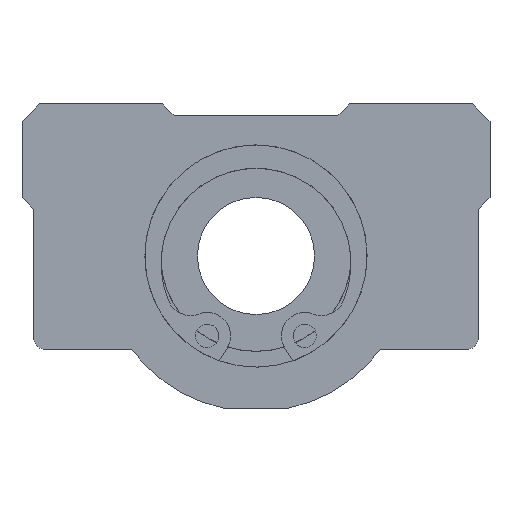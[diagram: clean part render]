
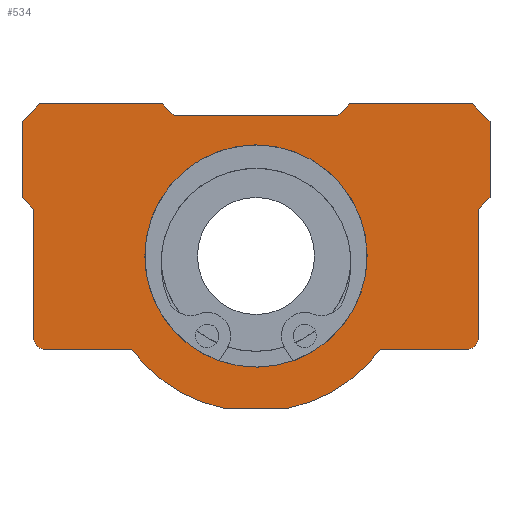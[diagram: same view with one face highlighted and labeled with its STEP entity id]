
A CAD part, left-side view. The second image highlights one B-rep face of the part: STEP entity #534.
In plain terms, the highlighted planar face has unit normal (-1, 0, 0).
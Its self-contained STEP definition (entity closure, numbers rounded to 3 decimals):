
#461=CIRCLE('',#4300,9.5);
#463=CIRCLE('',#4303,1.);
#470=CIRCLE('',#4313,1.);
#471=CIRCLE('',#4315,13.3);
#472=CIRCLE('',#4316,13.3);
#534=ADVANCED_FACE('',(#904,#905),#750,.F.);
#750=PLANE('',#4317);
#904=FACE_BOUND('',#1035,.T.);
#905=FACE_BOUND('',#1036,.T.);
#1035=EDGE_LOOP('',(#2178,#2179,#2180,#2181,#2182,#2183,#2184,#2185,#2186,
#2187,#2188,#2189,#2190,#2191,#2192,#2193,#2194,#2195,#2196,#2197));
#1036=EDGE_LOOP('',(#2198));
#1272=LINE('',#5554,#1542);
#1306=LINE('',#5997,#1576);
#1352=LINE('',#6357,#1622);
#1367=LINE('',#6402,#1637);
#1368=LINE('',#6406,#1638);
#1369=LINE('',#6407,#1639);
#1370=LINE('',#6409,#1640);
#1371=LINE('',#6411,#1641);
#1372=LINE('',#6413,#1642);
#1373=LINE('',#6415,#1643);
#1374=LINE('',#6417,#1644);
#1375=LINE('',#6419,#1645);
#1376=LINE('',#6421,#1646);
#1377=LINE('',#6423,#1647);
#1378=LINE('',#6425,#1648);
#1379=LINE('',#6427,#1649);
#1542=VECTOR('',#4478,1.);
#1576=VECTOR('',#4514,1.);
#1622=VECTOR('',#4776,1.);
#1637=VECTOR('',#4813,1.);
#1638=VECTOR('',#4816,1.);
#1639=VECTOR('',#4817,1.);
#1640=VECTOR('',#4818,1.);
#1641=VECTOR('',#4819,1.);
#1642=VECTOR('',#4820,1.);
#1643=VECTOR('',#4821,1.);
#1644=VECTOR('',#4822,1.);
#1645=VECTOR('',#4823,1.);
#1646=VECTOR('',#4824,1.);
#1647=VECTOR('',#4825,1.);
#1648=VECTOR('',#4826,1.);
#1649=VECTOR('',#4827,1.);
#2178=ORIENTED_EDGE('',*,*,#3585,.F.);
#2179=ORIENTED_EDGE('',*,*,#3588,.F.);
#2180=ORIENTED_EDGE('',*,*,#3610,.F.);
#2181=ORIENTED_EDGE('',*,*,#3611,.F.);
#2182=ORIENTED_EDGE('',*,*,#3612,.F.);
#2183=ORIENTED_EDGE('',*,*,#3613,.F.);
#2184=ORIENTED_EDGE('',*,*,#3608,.F.);
#2185=ORIENTED_EDGE('',*,*,#3397,.F.);
#2186=ORIENTED_EDGE('',*,*,#3614,.F.);
#2187=ORIENTED_EDGE('',*,*,#3615,.F.);
#2188=ORIENTED_EDGE('',*,*,#3616,.F.);
#2189=ORIENTED_EDGE('',*,*,#3617,.F.);
#2190=ORIENTED_EDGE('',*,*,#3618,.F.);
#2191=ORIENTED_EDGE('',*,*,#3619,.F.);
#2192=ORIENTED_EDGE('',*,*,#3620,.F.);
#2193=ORIENTED_EDGE('',*,*,#3621,.F.);
#2194=ORIENTED_EDGE('',*,*,#3622,.F.);
#2195=ORIENTED_EDGE('',*,*,#3623,.F.);
#2196=ORIENTED_EDGE('',*,*,#3624,.F.);
#2197=ORIENTED_EDGE('',*,*,#3463,.F.);
#2198=ORIENTED_EDGE('',*,*,#3582,.T.);
#3017=VERTEX_POINT('',#5549);
#3019=VERTEX_POINT('',#5553);
#3084=VERTEX_POINT('',#5995);
#3086=VERTEX_POINT('',#5998);
#3169=VERTEX_POINT('',#6345);
#3171=VERTEX_POINT('',#6350);
#3173=VERTEX_POINT('',#6356);
#3191=VERTEX_POINT('',#6397);
#3192=VERTEX_POINT('',#6401);
#3193=VERTEX_POINT('',#6403);
#3194=VERTEX_POINT('',#6405);
#3195=VERTEX_POINT('',#6408);
#3196=VERTEX_POINT('',#6410);
#3197=VERTEX_POINT('',#6412);
#3198=VERTEX_POINT('',#6414);
#3199=VERTEX_POINT('',#6416);
#3200=VERTEX_POINT('',#6418);
#3201=VERTEX_POINT('',#6420);
#3202=VERTEX_POINT('',#6422);
#3203=VERTEX_POINT('',#6424);
#3204=VERTEX_POINT('',#6426);
#3397=EDGE_CURVE('',#3019,#3017,#1272,.T.);
#3463=EDGE_CURVE('',#3084,#3086,#1306,.T.);
#3582=EDGE_CURVE('',#3169,#3169,#461,.T.);
#3585=EDGE_CURVE('',#3171,#3084,#463,.T.);
#3588=EDGE_CURVE('',#3173,#3171,#1352,.T.);
#3608=EDGE_CURVE('',#3017,#3191,#470,.T.);
#3610=EDGE_CURVE('',#3192,#3173,#471,.T.);
#3611=EDGE_CURVE('',#3193,#3192,#1367,.T.);
#3612=EDGE_CURVE('',#3194,#3193,#472,.T.);
#3613=EDGE_CURVE('',#3191,#3194,#1368,.T.);
#3614=EDGE_CURVE('',#3195,#3019,#1369,.T.);
#3615=EDGE_CURVE('',#3196,#3195,#1370,.T.);
#3616=EDGE_CURVE('',#3197,#3196,#1371,.T.);
#3617=EDGE_CURVE('',#3198,#3197,#1372,.T.);
#3618=EDGE_CURVE('',#3199,#3198,#1373,.T.);
#3619=EDGE_CURVE('',#3200,#3199,#1374,.T.);
#3620=EDGE_CURVE('',#3201,#3200,#1375,.T.);
#3621=EDGE_CURVE('',#3202,#3201,#1376,.T.);
#3622=EDGE_CURVE('',#3203,#3202,#1377,.T.);
#3623=EDGE_CURVE('',#3204,#3203,#1378,.T.);
#3624=EDGE_CURVE('',#3086,#3204,#1379,.T.);
#4300=AXIS2_PLACEMENT_3D('',#6344,#4763,#4764);
#4303=AXIS2_PLACEMENT_3D('',#6351,#4770,#4771);
#4313=AXIS2_PLACEMENT_3D('',#6396,#4806,#4807);
#4315=AXIS2_PLACEMENT_3D('',#6400,#4811,#4812);
#4316=AXIS2_PLACEMENT_3D('',#6404,#4814,#4815);
#4317=AXIS2_PLACEMENT_3D('',#6428,#4828,#4829);
#4478=DIRECTION('',(0.,0.,-1.));
#4514=DIRECTION('',(0.,0.,1.));
#4763=DIRECTION('',(1.,0.,0.));
#4764=DIRECTION('',(0.,-1.,0.));
#4770=DIRECTION('',(1.,0.,0.));
#4771=DIRECTION('',(0.,0.707,-0.707));
#4776=DIRECTION('',(0.,1.,0.));
#4806=DIRECTION('',(1.,0.,0.));
#4807=DIRECTION('',(0.,-0.707,-0.707));
#4811=DIRECTION('',(1.,0.,0.));
#4812=DIRECTION('',(0.,0.211,-0.977));
#4813=DIRECTION('',(0.,1.,0.));
#4814=DIRECTION('',(1.,0.,0.));
#4815=DIRECTION('',(0.,0.211,-0.977));
#4816=DIRECTION('',(0.,1.,0.));
#4817=DIRECTION('',(0.,0.707,-0.707));
#4818=DIRECTION('',(0.,0.,-1.));
#4819=DIRECTION('',(0.,-0.707,-0.707));
#4820=DIRECTION('',(0.,-1.,0.));
#4821=DIRECTION('',(0.,-0.707,0.707));
#4822=DIRECTION('',(0.,-1.,0.));
#4823=DIRECTION('',(0.,-0.707,-0.707));
#4824=DIRECTION('',(0.,-1.,0.));
#4825=DIRECTION('',(0.,-0.707,0.707));
#4826=DIRECTION('',(0.,0.,1.));
#4827=DIRECTION('',(0.,0.707,0.707));
#4828=DIRECTION('',(1.,0.,0.));
#4829=DIRECTION('',(0.,0.,-1.));
#5549=CARTESIAN_POINT('',(0.,-19.,-7.));
#5553=CARTESIAN_POINT('',(0.,-19.,4.));
#5554=CARTESIAN_POINT('',(0.,-19.,4.));
#5995=CARTESIAN_POINT('',(0.,19.,-7.));
#5997=CARTESIAN_POINT('',(0.,19.,-7.5));
#5998=CARTESIAN_POINT('',(0.,19.,4.));
#6344=CARTESIAN_POINT('',(0.,0.,0.));
#6345=CARTESIAN_POINT('',(0.,9.5,0.));
#6350=CARTESIAN_POINT('',(0.,18.,-8.));
#6351=CARTESIAN_POINT('',(0.,18.,-7.));
#6356=CARTESIAN_POINT('',(0.,10.625,-8.));
#6357=CARTESIAN_POINT('',(0.,10.229,-8.));
#6396=CARTESIAN_POINT('',(0.,-18.,-7.));
#6397=CARTESIAN_POINT('',(0.,-18.,-8.));
#6400=CARTESIAN_POINT('',(0.,0.,0.));
#6401=CARTESIAN_POINT('',(0.,2.809,-13.));
#6402=CARTESIAN_POINT('',(0.,-2.809,-13.));
#6403=CARTESIAN_POINT('',(0.,-2.809,-13.));
#6404=CARTESIAN_POINT('',(0.,0.,0.));
#6405=CARTESIAN_POINT('',(0.,-10.625,-8.));
#6406=CARTESIAN_POINT('',(0.,-18.,-8.));
#6407=CARTESIAN_POINT('',(0.,-20.,5.));
#6408=CARTESIAN_POINT('',(0.,-20.,5.));
#6409=CARTESIAN_POINT('',(0.,-20.,11.5));
#6410=CARTESIAN_POINT('',(0.,-20.,11.5));
#6411=CARTESIAN_POINT('',(0.,-18.5,13.));
#6412=CARTESIAN_POINT('',(0.,-18.5,13.));
#6413=CARTESIAN_POINT('',(0.,-8.,13.));
#6414=CARTESIAN_POINT('',(0.,-8.,13.));
#6415=CARTESIAN_POINT('',(0.,-7.,12.));
#6416=CARTESIAN_POINT('',(0.,-7.,12.));
#6417=CARTESIAN_POINT('',(0.,7.,12.));
#6418=CARTESIAN_POINT('',(0.,7.,12.));
#6419=CARTESIAN_POINT('',(0.,8.,13.));
#6420=CARTESIAN_POINT('',(0.,8.,13.));
#6421=CARTESIAN_POINT('',(0.,18.5,13.));
#6422=CARTESIAN_POINT('',(0.,18.5,13.));
#6423=CARTESIAN_POINT('',(0.,20.,11.5));
#6424=CARTESIAN_POINT('',(0.,20.,11.5));
#6425=CARTESIAN_POINT('',(0.,20.,5.));
#6426=CARTESIAN_POINT('',(0.,20.,5.));
#6427=CARTESIAN_POINT('',(0.,19.,4.));
#6428=CARTESIAN_POINT('',(0.,0.,1.154));
